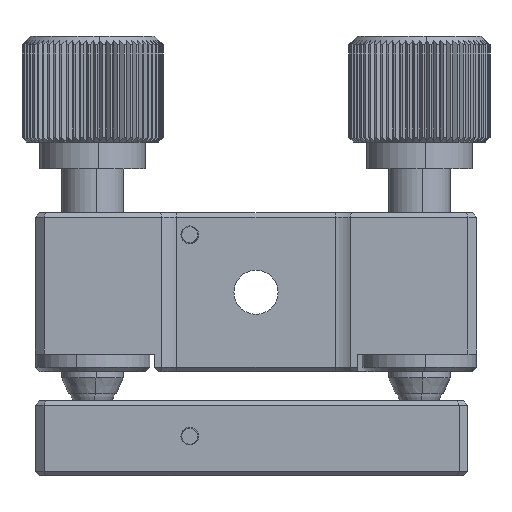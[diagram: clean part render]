
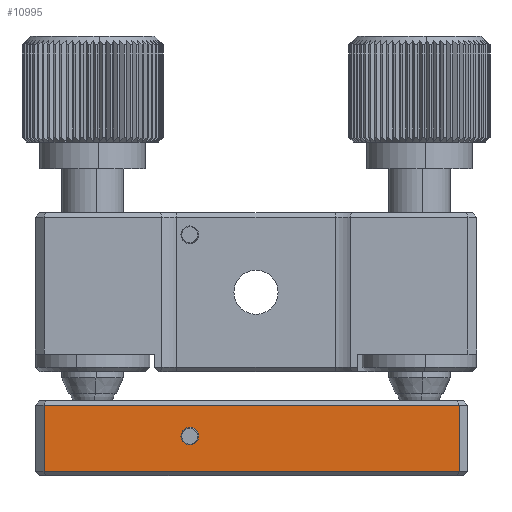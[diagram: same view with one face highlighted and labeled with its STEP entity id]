
A CAD part, left-side view. The second image highlights one B-rep face of the part: STEP entity #10995.
In plain terms, the highlighted planar face has unit normal (-1, 0, 0).
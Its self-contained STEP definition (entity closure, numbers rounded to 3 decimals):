
#158 = EDGE_CURVE ( 'NONE', #9718, #363, #23955, .T. ) ;
#363 = VERTEX_POINT ( 'NONE', #32672 ) ;
#529 = CARTESIAN_POINT ( 'NONE',  ( -24., -25.117, 4.295 ) ) ;
#1214 = PLANE ( 'NONE',  #23344 ) ;
#2536 = LINE ( 'NONE', #20584, #20598 ) ;
#2829 = DIRECTION ( 'NONE',  ( 0., 0., 1. ) ) ;
#3416 = DIRECTION ( 'NONE',  ( 0., 0., -1. ) ) ;
#5452 = AXIS2_PLACEMENT_3D ( 'NONE', #28597, #28170, #2829 ) ;
#6793 = CARTESIAN_POINT ( 'NONE',  ( -24., 5.383, 0.295 ) ) ;
#7442 = CARTESIAN_POINT ( 'NONE',  ( -24., -25.117, 3.795 ) ) ;
#8401 = CARTESIAN_POINT ( 'NONE',  ( -24., 21.883, 4.295 ) ) ;
#8465 = DIRECTION ( 'NONE',  ( 0., 1., 0. ) ) ;
#8581 = CARTESIAN_POINT ( 'NONE',  ( -24., -25.117, 4.295 ) ) ;
#9114 = EDGE_LOOP ( 'NONE', ( #23293, #10357 ) ) ;
#9718 = VERTEX_POINT ( 'NONE', #7442 ) ;
#10357 = ORIENTED_EDGE ( 'NONE', *, *, #23248, .F. ) ;
#10906 = ORIENTED_EDGE ( 'NONE', *, *, #158, .F. ) ;
#10995 = ADVANCED_FACE ( 'NONE', ( #16852, #19671 ), #1214, .F. ) ;
#11141 = VECTOR ( 'NONE', #3416, 1000. ) ;
#11479 = DIRECTION ( 'NONE',  ( -1., 0., 0. ) ) ;
#12591 = CARTESIAN_POINT ( 'NONE',  ( -24., 5.383, -0.705 ) ) ;
#14874 = ORIENTED_EDGE ( 'NONE', *, *, #32064, .T. ) ;
#15029 = EDGE_CURVE ( 'NONE', #25375, #21256, #16439, .T. ) ;
#15800 = LINE ( 'NONE', #8401, #29328 ) ;
#16168 = CARTESIAN_POINT ( 'NONE',  ( -24., 5.383, 1.295 ) ) ;
#16261 = LINE ( 'NONE', #20945, #23447 ) ;
#16439 = CIRCLE ( 'NONE', #5452, 1. ) ;
#16852 = FACE_BOUND ( 'NONE', #9114, .T. ) ;
#17920 = ORIENTED_EDGE ( 'NONE', *, *, #18444, .T. ) ;
#18444 = EDGE_CURVE ( 'NONE', #9718, #18784, #16261, .T. ) ;
#18784 = VERTEX_POINT ( 'NONE', #25672 ) ;
#19492 = ORIENTED_EDGE ( 'NONE', *, *, #29475, .T. ) ;
#19671 = FACE_OUTER_BOUND ( 'NONE', #32409, .T. ) ;
#20584 = CARTESIAN_POINT ( 'NONE',  ( -24., -25.117, -3.705 ) ) ;
#20598 = VECTOR ( 'NONE', #23105, 1000. ) ;
#20945 = CARTESIAN_POINT ( 'NONE',  ( -24., 21.883, 3.795 ) ) ;
#21256 = VERTEX_POINT ( 'NONE', #12591 ) ;
#23105 = DIRECTION ( 'NONE',  ( 0., -1., 0. ) ) ;
#23248 = EDGE_CURVE ( 'NONE', #21256, #25375, #23280, .T. ) ;
#23280 = CIRCLE ( 'NONE', #27742, 1. ) ;
#23293 = ORIENTED_EDGE ( 'NONE', *, *, #15029, .F. ) ;
#23344 = AXIS2_PLACEMENT_3D ( 'NONE', #8581, #31489, #26791 ) ;
#23447 = VECTOR ( 'NONE', #8465, 1000. ) ;
#23955 = LINE ( 'NONE', #529, #11141 ) ;
#25375 = VERTEX_POINT ( 'NONE', #16168 ) ;
#25672 = CARTESIAN_POINT ( 'NONE',  ( -24., 21.883, 3.795 ) ) ;
#25976 = DIRECTION ( 'NONE',  ( 0., 0., -1. ) ) ;
#26791 = DIRECTION ( 'NONE',  ( 0., 0., -1. ) ) ;
#27742 = AXIS2_PLACEMENT_3D ( 'NONE', #6793, #11479, #29333 ) ;
#28170 = DIRECTION ( 'NONE',  ( -1., 0., 0. ) ) ;
#28597 = CARTESIAN_POINT ( 'NONE',  ( -24., 5.383, 0.295 ) ) ;
#29328 = VECTOR ( 'NONE', #25976, 1000. ) ;
#29333 = DIRECTION ( 'NONE',  ( 0., 0., 1. ) ) ;
#29475 = EDGE_CURVE ( 'NONE', #32414, #363, #2536, .T. ) ;
#30276 = CARTESIAN_POINT ( 'NONE',  ( -24., 21.883, -3.705 ) ) ;
#31489 = DIRECTION ( 'NONE',  ( 1., 0., 0. ) ) ;
#32064 = EDGE_CURVE ( 'NONE', #18784, #32414, #15800, .T. ) ;
#32409 = EDGE_LOOP ( 'NONE', ( #14874, #19492, #10906, #17920 ) ) ;
#32414 = VERTEX_POINT ( 'NONE', #30276 ) ;
#32672 = CARTESIAN_POINT ( 'NONE',  ( -24., -25.117, -3.705 ) ) ;
